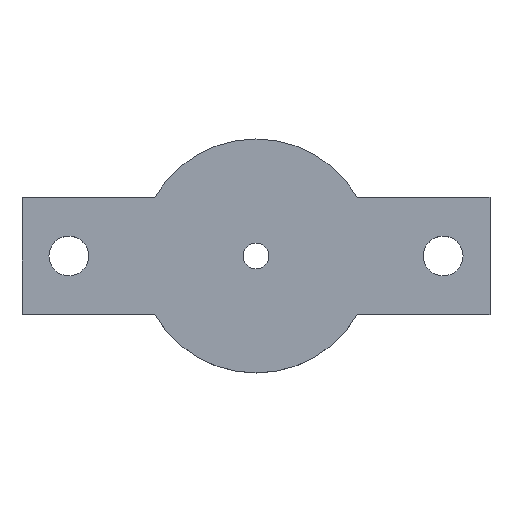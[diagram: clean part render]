
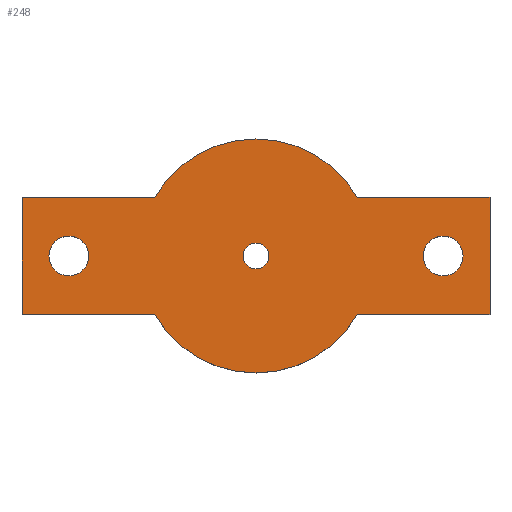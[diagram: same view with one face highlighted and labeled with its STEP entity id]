
A CAD part, top view. The second image highlights one B-rep face of the part: STEP entity #248.
In plain terms, the highlighted planar face has unit normal (0, 0, 1).
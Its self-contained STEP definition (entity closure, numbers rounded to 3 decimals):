
#20=CIRCLE('',#267,25.);
#22=CIRCLE('',#273,25.);
#27=CIRCLE('',#282,2.75);
#28=CIRCLE('',#283,4.25);
#29=CIRCLE('',#284,4.25);
#78=ORIENTED_EDGE('',*,*,#122,.T.);
#79=ORIENTED_EDGE('',*,*,#111,.T.);
#80=ORIENTED_EDGE('',*,*,#108,.F.);
#81=ORIENTED_EDGE('',*,*,#106,.F.);
#82=ORIENTED_EDGE('',*,*,#104,.F.);
#83=ORIENTED_EDGE('',*,*,#99,.F.);
#84=ORIENTED_EDGE('',*,*,#96,.F.);
#85=ORIENTED_EDGE('',*,*,#117,.T.);
#86=ORIENTED_EDGE('',*,*,#114,.T.);
#87=ORIENTED_EDGE('',*,*,#123,.T.);
#88=ORIENTED_EDGE('',*,*,#124,.T.);
#96=EDGE_CURVE('',#126,#127,#148,.T.);
#99=EDGE_CURVE('',#127,#129,#20,.T.);
#104=EDGE_CURVE('',#129,#132,#154,.T.);
#106=EDGE_CURVE('',#132,#134,#156,.T.);
#108=EDGE_CURVE('',#134,#135,#158,.T.);
#111=EDGE_CURVE('',#137,#135,#22,.F.);
#114=EDGE_CURVE('',#139,#137,#162,.T.);
#117=EDGE_CURVE('',#126,#139,#165,.T.);
#122=EDGE_CURVE('',#144,#144,#27,.T.);
#123=EDGE_CURVE('',#145,#145,#28,.T.);
#124=EDGE_CURVE('',#146,#146,#29,.T.);
#126=VERTEX_POINT('',#360);
#127=VERTEX_POINT('',#362);
#129=VERTEX_POINT('',#368);
#132=VERTEX_POINT('',#375);
#134=VERTEX_POINT('',#382);
#135=VERTEX_POINT('',#386);
#137=VERTEX_POINT('',#392);
#139=VERTEX_POINT('',#398);
#144=VERTEX_POINT('',#414);
#145=VERTEX_POINT('',#416);
#146=VERTEX_POINT('',#418);
#148=LINE('',#361,#168);
#154=LINE('',#377,#174);
#156=LINE('',#381,#176);
#158=LINE('',#385,#178);
#162=LINE('',#397,#182);
#165=LINE('',#403,#185);
#168=VECTOR('',#293,1000.);
#174=VECTOR('',#307,1000.);
#176=VECTOR('',#311,1000.);
#178=VECTOR('',#315,1000.);
#182=VECTOR('',#327,1000.);
#185=VECTOR('',#332,1000.);
#199=EDGE_LOOP('',(#78));
#200=EDGE_LOOP('',(#79,#80,#81,#82,#83,#84,#85,#86));
#201=EDGE_LOOP('',(#87));
#202=EDGE_LOOP('',(#88));
#221=FACE_BOUND('',#199,.T.);
#222=FACE_BOUND('',#200,.T.);
#223=FACE_BOUND('',#201,.T.);
#224=FACE_BOUND('',#202,.T.);
#238=PLANE('',#281);
#248=ADVANCED_FACE('',(#221,#222,#223,#224),#238,.F.);
#267=AXIS2_PLACEMENT_3D('',#367,#298,#299);
#273=AXIS2_PLACEMENT_3D('',#391,#320,#321);
#281=AXIS2_PLACEMENT_3D('',#412,#342,#343);
#282=AXIS2_PLACEMENT_3D('',#413,#344,#345);
#283=AXIS2_PLACEMENT_3D('',#415,#346,#347);
#284=AXIS2_PLACEMENT_3D('',#417,#348,#349);
#293=DIRECTION('',(1.,0.,0.));
#298=DIRECTION('',(0.,0.,-1.));
#299=DIRECTION('',(-1.,0.,0.));
#307=DIRECTION('',(1.,0.,0.));
#311=DIRECTION('',(0.,-1.,0.));
#315=DIRECTION('',(-1.,0.,0.));
#320=DIRECTION('',(0.,0.,-1.));
#321=DIRECTION('',(-1.,0.,0.));
#327=DIRECTION('',(1.,0.,0.));
#332=DIRECTION('',(0.,-1.,0.));
#342=DIRECTION('',(0.,0.,-1.));
#343=DIRECTION('',(-1.,0.,0.));
#344=DIRECTION('',(0.,0.,-1.));
#345=DIRECTION('',(-1.,0.,0.));
#346=DIRECTION('',(0.,0.,-1.));
#347=DIRECTION('',(1.,0.,0.));
#348=DIRECTION('',(0.,0.,-1.));
#349=DIRECTION('',(1.,0.,0.));
#360=CARTESIAN_POINT('',(-50.,12.5,0.));
#361=CARTESIAN_POINT('',(-50.,12.5,0.));
#362=CARTESIAN_POINT('',(-21.651,12.5,0.));
#367=CARTESIAN_POINT('',(0.,0.,0.));
#368=CARTESIAN_POINT('',(21.651,12.5,0.));
#375=CARTESIAN_POINT('',(50.,12.5,0.));
#377=CARTESIAN_POINT('',(21.651,12.5,0.));
#381=CARTESIAN_POINT('',(50.,12.5,0.));
#382=CARTESIAN_POINT('',(50.,-12.5,0.));
#385=CARTESIAN_POINT('',(50.,-12.5,0.));
#386=CARTESIAN_POINT('',(21.651,-12.5,0.));
#391=CARTESIAN_POINT('',(0.,0.,0.));
#392=CARTESIAN_POINT('',(-21.651,-12.5,0.));
#397=CARTESIAN_POINT('',(0.,-12.5,0.));
#398=CARTESIAN_POINT('',(-50.,-12.5,0.));
#403=CARTESIAN_POINT('',(-50.,0.,0.));
#412=CARTESIAN_POINT('',(0.,0.,0.));
#413=CARTESIAN_POINT('',(0.,0.,0.));
#414=CARTESIAN_POINT('',(-2.75,0.,0.));
#415=CARTESIAN_POINT('',(40.,0.,0.));
#416=CARTESIAN_POINT('',(44.25,0.,0.));
#417=CARTESIAN_POINT('',(-40.,0.,0.));
#418=CARTESIAN_POINT('',(-35.75,0.,0.));
